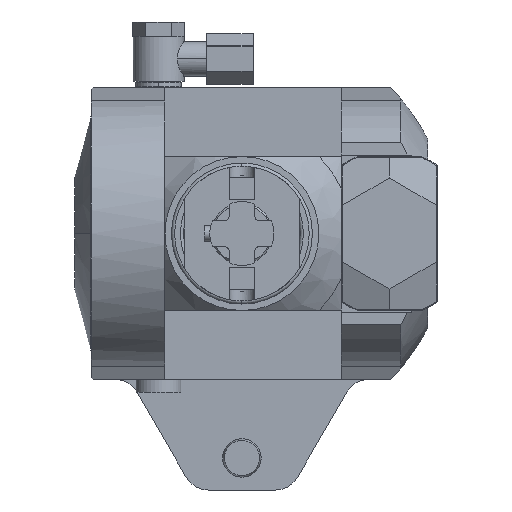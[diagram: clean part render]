
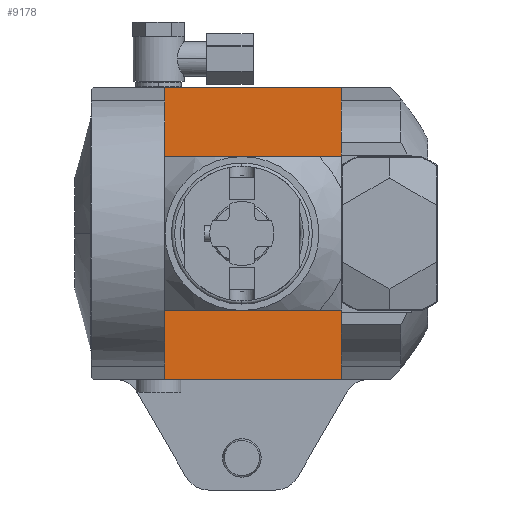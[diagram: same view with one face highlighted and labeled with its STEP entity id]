
A CAD part, left-side view. The second image highlights one B-rep face of the part: STEP entity #9178.
In plain terms, the highlighted planar face has unit normal (-1, 0, 0).
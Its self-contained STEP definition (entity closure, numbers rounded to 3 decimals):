
#1120=DIRECTION('',(0.,-1.,0.));
#1121=VECTOR('',#1120,55.);
#1122=CARTESIAN_POINT('',(-66.833,24.,45.5));
#1123=LINE('',#1122,#1121);
#1279=DIRECTION('',(0.,1.,0.));
#1280=VECTOR('',#1279,55.);
#1281=CARTESIAN_POINT('',(-66.833,-31.,-45.5));
#1282=LINE('',#1281,#1280);
#1408=DIRECTION('',(0.,0.,1.));
#1409=VECTOR('',#1408,91.);
#1410=CARTESIAN_POINT('',(-66.833,24.,-45.5));
#1411=LINE('',#1410,#1409);
#1989=DIRECTION('',(0.,0.,1.));
#1990=VECTOR('',#1989,91.);
#1991=CARTESIAN_POINT('',(-66.833,-31.,-45.5));
#1992=LINE('',#1991,#1990);
#5959=CARTESIAN_POINT('',(-66.833,24.,-45.5));
#5960=CARTESIAN_POINT('',(-66.833,24.,45.5));
#5961=VERTEX_POINT('',#5959);
#5962=VERTEX_POINT('',#5960);
#5963=CARTESIAN_POINT('',(-66.833,-31.,-45.5));
#5964=CARTESIAN_POINT('',(-66.833,-31.,45.5));
#5965=VERTEX_POINT('',#5963);
#5966=VERTEX_POINT('',#5964);
#9167=CARTESIAN_POINT('',(-66.833,24.,-57.));
#9168=DIRECTION('',(1.,0.,0.));
#9169=DIRECTION('',(0.,0.,1.));
#9170=AXIS2_PLACEMENT_3D('',#9167,#9168,#9169);
#9171=PLANE('',#9170);
#9172=ORIENTED_EDGE('',*,*,#7992,.T.);
#9173=ORIENTED_EDGE('',*,*,#7700,.T.);
#9174=ORIENTED_EDGE('',*,*,#8296,.F.);
#9175=ORIENTED_EDGE('',*,*,#7869,.T.);
#9176=EDGE_LOOP('',(#9172,#9173,#9174,#9175));
#9177=FACE_OUTER_BOUND('',#9176,.F.);
#9178=ADVANCED_FACE('',(#9177),#9171,.F.);
#7700=EDGE_CURVE('',#5962,#5966,#1123,.T.);
#7869=EDGE_CURVE('',#5965,#5961,#1282,.T.);
#7992=EDGE_CURVE('',#5961,#5962,#1411,.T.);
#8296=EDGE_CURVE('',#5965,#5966,#1992,.T.);
